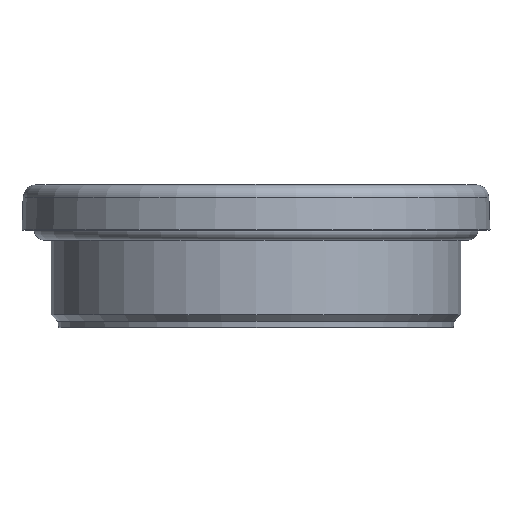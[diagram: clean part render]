
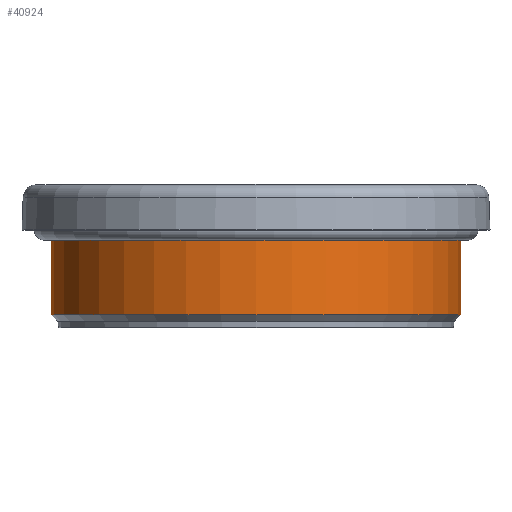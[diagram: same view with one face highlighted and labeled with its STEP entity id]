
A CAD part, front view. The second image highlights one B-rep face of the part: STEP entity #40924.
In plain terms, the highlighted cylindrical face has radius 31.5 mm (diameter 63 mm), a full revolution.
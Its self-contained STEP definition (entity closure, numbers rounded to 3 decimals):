
#59=CYLINDRICAL_SURFACE('',#42225,31.5);
#136=CIRCLE('',#42197,31.5);
#137=CIRCLE('',#42198,31.5);
#154=CIRCLE('',#42222,31.5);
#155=CIRCLE('',#42223,31.5);
#156=CIRCLE('',#42224,31.5);
#5066=FACE_OUTER_BOUND('',#7317,.T.);
#7317=EDGE_LOOP('',(#35629,#35630,#35631,#35632,#35633,#35634,#35635));
#11109=LINE('',#71846,#14900);
#14900=VECTOR('',#48579,31.5);
#18648=VERTEX_POINT('',#71798);
#18649=VERTEX_POINT('',#71800);
#18662=VERTEX_POINT('',#71838);
#18663=VERTEX_POINT('',#71840);
#18664=VERTEX_POINT('',#71842);
#24299=EDGE_CURVE('',#18648,#18649,#136,.T.);
#24300=EDGE_CURVE('',#18649,#18648,#137,.T.);
#24318=EDGE_CURVE('',#18663,#18662,#154,.T.);
#24319=EDGE_CURVE('',#18664,#18663,#155,.T.);
#24320=EDGE_CURVE('',#18662,#18664,#156,.T.);
#24321=EDGE_CURVE('',#18648,#18664,#11109,.T.);
#35629=ORIENTED_EDGE('',*,*,#24300,.F.);
#35630=ORIENTED_EDGE('',*,*,#24299,.F.);
#35631=ORIENTED_EDGE('',*,*,#24321,.T.);
#35632=ORIENTED_EDGE('',*,*,#24319,.T.);
#35633=ORIENTED_EDGE('',*,*,#24318,.T.);
#35634=ORIENTED_EDGE('',*,*,#24320,.T.);
#35635=ORIENTED_EDGE('',*,*,#24321,.F.);
#40924=ADVANCED_FACE('',(#5066),#59,.T.);
#42197=AXIS2_PLACEMENT_3D('',#71801,#48520,#48521);
#42198=AXIS2_PLACEMENT_3D('',#71802,#48522,#48523);
#42222=AXIS2_PLACEMENT_3D('',#71841,#48571,#48572);
#42223=AXIS2_PLACEMENT_3D('',#71843,#48573,#48574);
#42224=AXIS2_PLACEMENT_3D('',#71844,#48575,#48576);
#42225=AXIS2_PLACEMENT_3D('',#71845,#48577,#48578);
#48520=DIRECTION('center_axis',(0.,0.,-1.));
#48521=DIRECTION('ref_axis',(1.,0.,0.));
#48522=DIRECTION('center_axis',(0.,0.,-1.));
#48523=DIRECTION('ref_axis',(1.,0.,0.));
#48571=DIRECTION('center_axis',(0.,0.,-1.));
#48572=DIRECTION('ref_axis',(1.,0.,0.));
#48573=DIRECTION('center_axis',(0.,0.,-1.));
#48574=DIRECTION('ref_axis',(1.,0.,0.));
#48575=DIRECTION('center_axis',(0.,0.,-1.));
#48576=DIRECTION('ref_axis',(1.,0.,0.));
#48577=DIRECTION('center_axis',(0.,0.,-1.));
#48578=DIRECTION('ref_axis',(0.,1.,0.));
#48579=DIRECTION('',(0.,0.,1.));
#71798=CARTESIAN_POINT('',(0.,-31.5,-9.455));
#71800=CARTESIAN_POINT('',(0.,31.5,-9.455));
#71801=CARTESIAN_POINT('Origin',(0.,0.,-9.455));
#71802=CARTESIAN_POINT('Origin',(0.,0.,-9.455));
#71838=CARTESIAN_POINT('',(31.5,0.,3.5));
#71840=CARTESIAN_POINT('',(0.,31.5,3.5));
#71841=CARTESIAN_POINT('Origin',(0.,0.,3.5));
#71842=CARTESIAN_POINT('',(0.,-31.5,3.5));
#71843=CARTESIAN_POINT('Origin',(0.,0.,3.5));
#71844=CARTESIAN_POINT('Origin',(0.,0.,3.5));
#71845=CARTESIAN_POINT('Origin',(0.,0.,-2.978));
#71846=CARTESIAN_POINT('',(0.,-31.5,-2.978));
